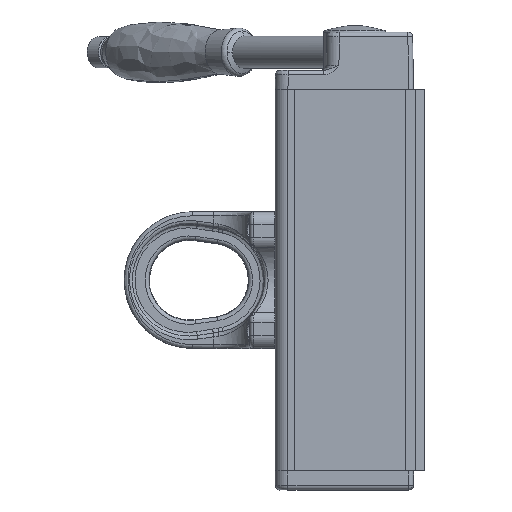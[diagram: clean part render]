
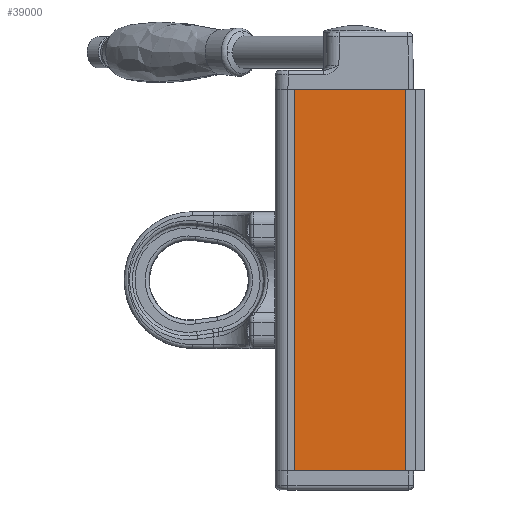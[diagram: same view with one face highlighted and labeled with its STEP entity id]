
A CAD part, left-side view. The second image highlights one B-rep face of the part: STEP entity #39000.
In plain terms, the highlighted planar face has unit normal (-1, 0, 0).
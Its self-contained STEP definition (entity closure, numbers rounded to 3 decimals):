
#3070=PLANE('',#42778);
#5439=FACE_OUTER_BOUND('',#8137,.T.);
#8137=EDGE_LOOP('',(#35044,#35045,#35046,#35047));
#11085=LINE('',#109920,#14112);
#11086=LINE('',#109923,#14113);
#11087=LINE('',#109925,#14114);
#11088=LINE('',#109926,#14115);
#14112=VECTOR('',#52723,1000.);
#14113=VECTOR('',#52726,1000.);
#14114=VECTOR('',#52727,1000.);
#14115=VECTOR('',#52728,1000.);
#19146=VERTEX_POINT('',#109916);
#19147=VERTEX_POINT('',#109918);
#19148=VERTEX_POINT('',#109922);
#19149=VERTEX_POINT('',#109924);
#24495=EDGE_CURVE('',#19146,#19147,#11085,.T.);
#24496=EDGE_CURVE('',#19146,#19148,#11086,.T.);
#24497=EDGE_CURVE('',#19149,#19147,#11087,.T.);
#24498=EDGE_CURVE('',#19148,#19149,#11088,.T.);
#35044=ORIENTED_EDGE('',*,*,#24496,.F.);
#35045=ORIENTED_EDGE('',*,*,#24495,.T.);
#35046=ORIENTED_EDGE('',*,*,#24497,.F.);
#35047=ORIENTED_EDGE('',*,*,#24498,.F.);
#39000=ADVANCED_FACE('',(#5439),#3070,.T.);
#42778=AXIS2_PLACEMENT_3D('',#109921,#52724,#52725);
#52723=DIRECTION('',(0.,0.,1.));
#52724=DIRECTION('center_axis',(-1.,0.,0.));
#52725=DIRECTION('ref_axis',(0.,-1.,0.));
#52726=DIRECTION('',(0.,1.,0.));
#52727=DIRECTION('',(0.,-1.,0.));
#52728=DIRECTION('',(0.,0.,1.));
#109916=CARTESIAN_POINT('',(-56.,-31.634,-120.));
#109918=CARTESIAN_POINT('',(-56.,-31.634,120.));
#109920=CARTESIAN_POINT('',(-56.,-31.634,-191.382));
#109921=CARTESIAN_POINT('Origin',(-56.,-31.634,-191.382));
#109922=CARTESIAN_POINT('',(-56.,38.,-120.));
#109923=CARTESIAN_POINT('',(-56.,-31.634,-120.));
#109924=CARTESIAN_POINT('',(-56.,38.,120.));
#109925=CARTESIAN_POINT('',(-56.,-31.634,120.));
#109926=CARTESIAN_POINT('',(-56.,38.,-191.382));
